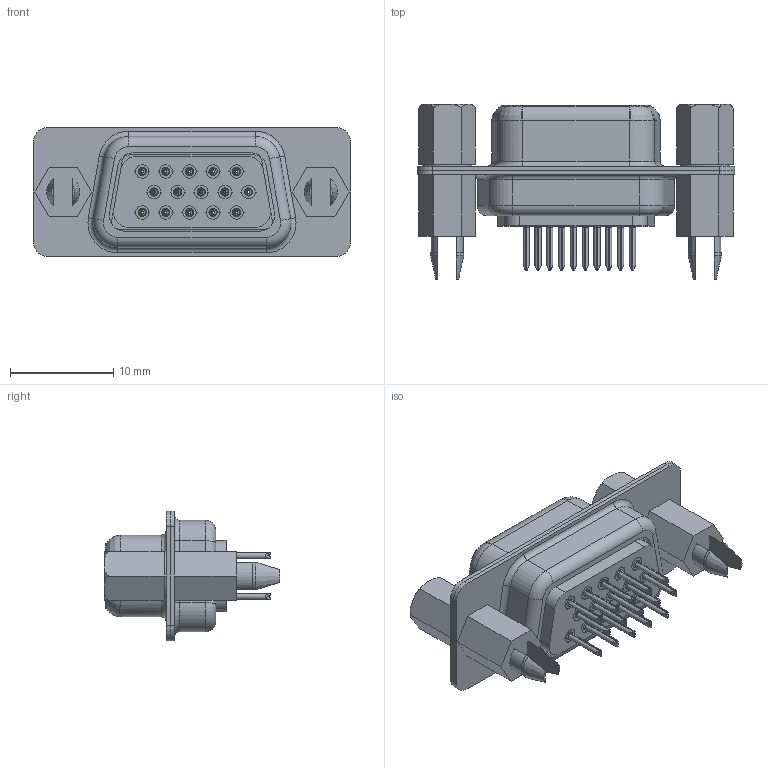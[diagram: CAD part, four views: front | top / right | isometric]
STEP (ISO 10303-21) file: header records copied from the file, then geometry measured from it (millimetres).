
FILE_DESCRIPTION((''),'2;1');
FILE_NAME('105-1520823B10-A1_ASM','2018-07-26T',('admin'),(''),'PRO/ENGINEER BY PARAMETRIC TECHNOLOGY CORPORATION, 2009280','PRO/ENGINEER BY PARAMETRIC TECHNOLOGY CORPORATION, 2009280','');
FILE_SCHEMA(('CONFIG_CONTROL_DESIGN'));
Length unit declared in the file: millimetre
Products named in the file (8): 802150320201; 802150220201; 8002620112001; 8002650112001; 80622120431; 80911108580113; 81712060211712; 105-1520823B10-A1_ASM
Assembly tree (23 placements, depth 2):
  105-1520823B10-A1_ASM
    802150320201
    802150220201
    8002620112001
    8002650112001
    80622120431  x15
    80911108580113  x2
    81712060211712  x2
Bounding box: 30.81 x 17 x 12.55 mm (x, y, z)
Volume: 1955.7 mm3; surface area: 6293.1 mm2
Topology: 23 solids, 23 shells, 1593 faces, 4127 edges, 2680 vertices
Faces by surface type: cylinder 677, plane 525, cone 178, torus 149, bspline 60, sphere 4
Entity records: 24012 total; most frequent: CARTESIAN_POINT 9970, DIRECTION 2947, ORIENTED_EDGE 2830, EDGE_CURVE 1415, AXIS2_PLACEMENT_3D 1186, VERTEX_POINT 898, EDGE_LOOP 703, CIRCLE 612
